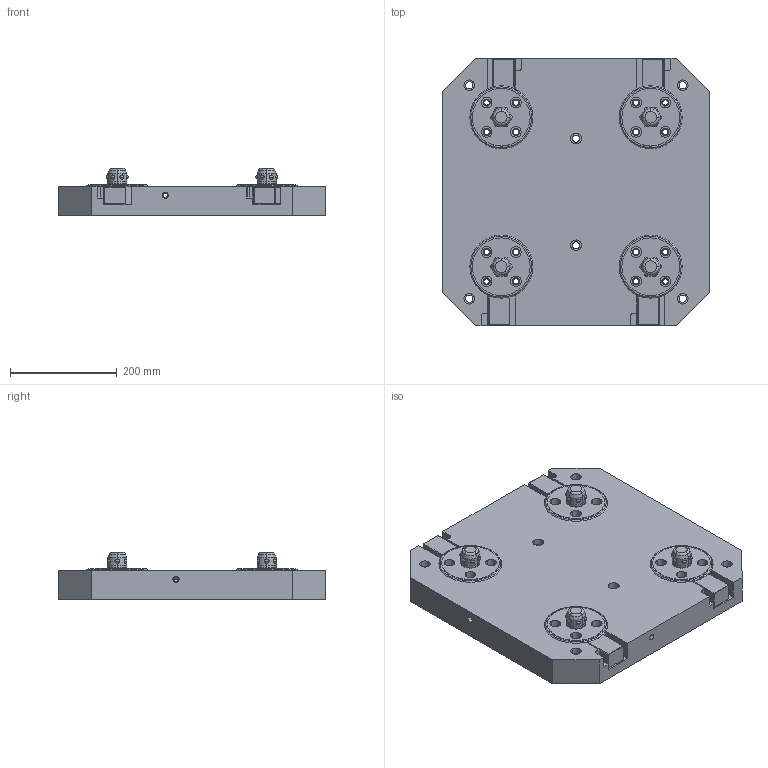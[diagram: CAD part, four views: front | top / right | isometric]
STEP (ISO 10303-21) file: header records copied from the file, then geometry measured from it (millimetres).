
FILE_DESCRIPTION((''),'2;1');
FILE_NAME('EH1990137.stp','2003-08-28T14:46:35',('Grof'),(''),'Autodesk Inventor (tm) 4.0','Autodesk Inventor (tm) 4.0','');
FILE_SCHEMA(('CONFIG_CONTROL_DESIGN'));
Length unit declared in the file: inch
Products named in the file (10): EH1990137; PRODUCT_NAME_24; PRODUCT_NAME_25; PRODUCT_NAME_27; PRODUCT_NAME_28; PRODUCT_NAME_29; PRODUCT_NAME_30; PRODUCT_NAME_31; PRODUCT_NAME_26; PRODUCT_NAME_32
Assembly tree (9 placements, depth 2):
  EH1990137
    PRODUCT_NAME_24
    PRODUCT_NAME_25
    PRODUCT_NAME_27
    PRODUCT_NAME_28
    PRODUCT_NAME_29
    PRODUCT_NAME_30
    PRODUCT_NAME_31
    PRODUCT_NAME_26
    PRODUCT_NAME_32
Bounding box: 502 x 502 x 88.5 mm (x, y, z)
Volume: 13141030 mm3; surface area: 933081.6 mm2
Topology: 9 solids, 9 shells, 1586 faces, 3713 edges, 2164 vertices
Faces by surface type: cylinder 614, cone 508, torus 224, plane 192, sphere 48
Entity records: 48254 total; most frequent: CARTESIAN_POINT 9402, DIRECTION 8931, ORIENTED_EDGE 7330, AXIS2_PLACEMENT_3D 3725, EDGE_CURVE 3665, VERTEX_POINT 2148, CIRCLE 2116, EDGE_LOOP 1725
